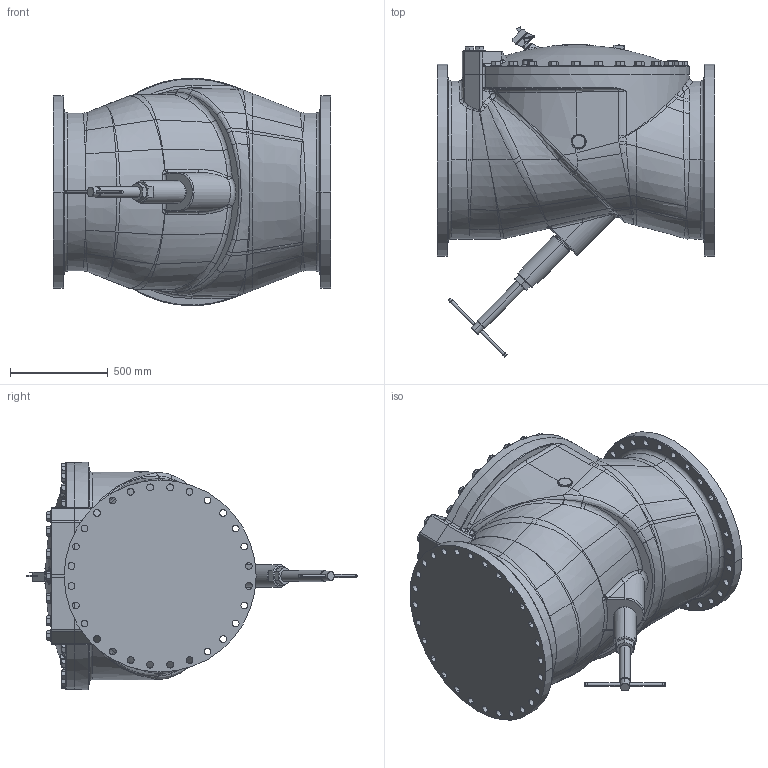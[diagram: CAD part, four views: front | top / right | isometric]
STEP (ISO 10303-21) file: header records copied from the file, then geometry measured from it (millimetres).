
FILE_DESCRIPTION((''),'2;1');
FILE_NAME('530ABFMI_SW0001','2023-11-02T08:45:46',('jlesh'),(''),'CREO PARAMETRIC BY PTC INC, 2023072','CREO PARAMETRIC BY PTC INC, 2023072','');
FILE_SCHEMA(('AUTOMOTIVE_DESIGN { 1 0 10303 214 1 1 1 1 }'));
Length unit declared in the file: inch
Products named in the file (1): 530ABFMI_SW0001
Bounding box: 1422.4 x 1693.41 x 1164.85 mm (x, y, z)
Volume: 1044987214.1 mm3; surface area: 7682709.7 mm2
Topology: 2 solids, 3 shells, 1474 faces, 3411 edges, 2045 vertices
Faces by surface type: plane 406, cylinder 307, bspline 290, torus 223, cone 223, sphere 25
Entity records: 104631 total; most frequent: CARTESIAN_POINT 66166, ORIENTED_EDGE 6806, DIRECTION 6141, EDGE_CURVE 3403, AXIS2_PLACEMENT_3D 2621, VERTEX_POINT 2045, EDGE_LOOP 1702, FACE_OUTER_BOUND 1474
